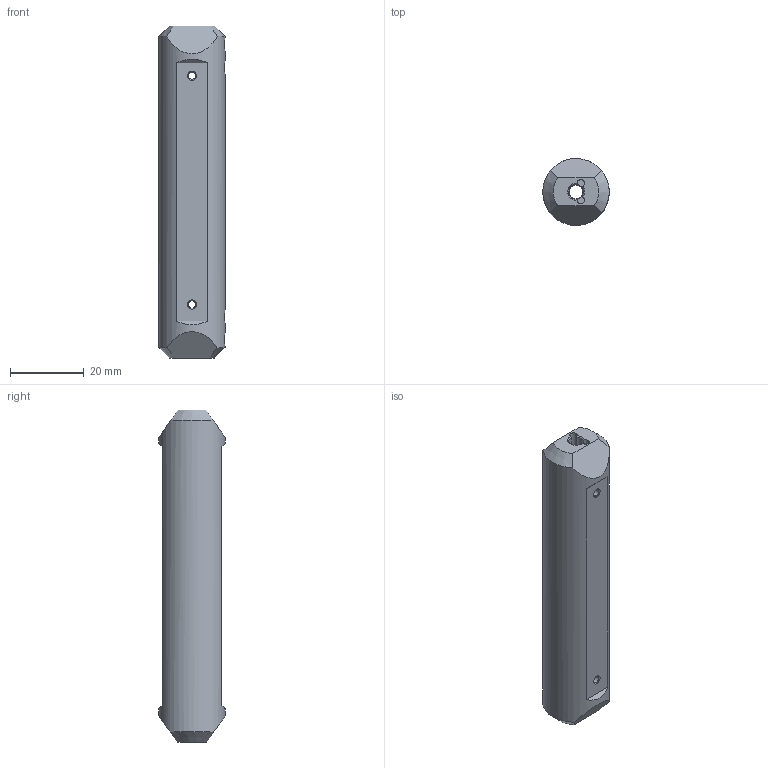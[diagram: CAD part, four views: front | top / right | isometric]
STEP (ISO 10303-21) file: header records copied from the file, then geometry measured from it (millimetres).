
FILE_DESCRIPTION (( 'STEP AP203' ), '1' );
FILE_NAME ('645.PT18-D.step', '2024-04-18T05:59:09', ( '' ), ( '' ), 'SwSTEP 2.0', 'SolidWorks 2022', '' );
FILE_SCHEMA (( 'CONFIG_CONTROL_DESIGN' ));
Length unit declared in the file: millimetre
Products named in the file (1): 645.PT18-D
Bounding box: 18 x 18 x 90 mm (x, y, z)
Volume: 19491.7 mm3; surface area: 6891.1 mm2
Topology: 1 solids, 1 shells, 53 faces, 158 edges, 104 vertices
Faces by surface type: cylinder 21, plane 21, cone 11
Full cylindrical faces by diameter (mm): 2 x4, 3.7 x1, 4 x1, 4.2 x4, 5 x1, 18 x1
Entity records: 2376 total; most frequent: CARTESIAN_POINT 1063, ORIENTED_EDGE 262, DIRECTION 221, EDGE_CURVE 131, VERTEX_POINT 93, AXIS2_PLACEMENT_3D 93, EDGE_LOOP 84, FACE_OUTER_BOUND 65
